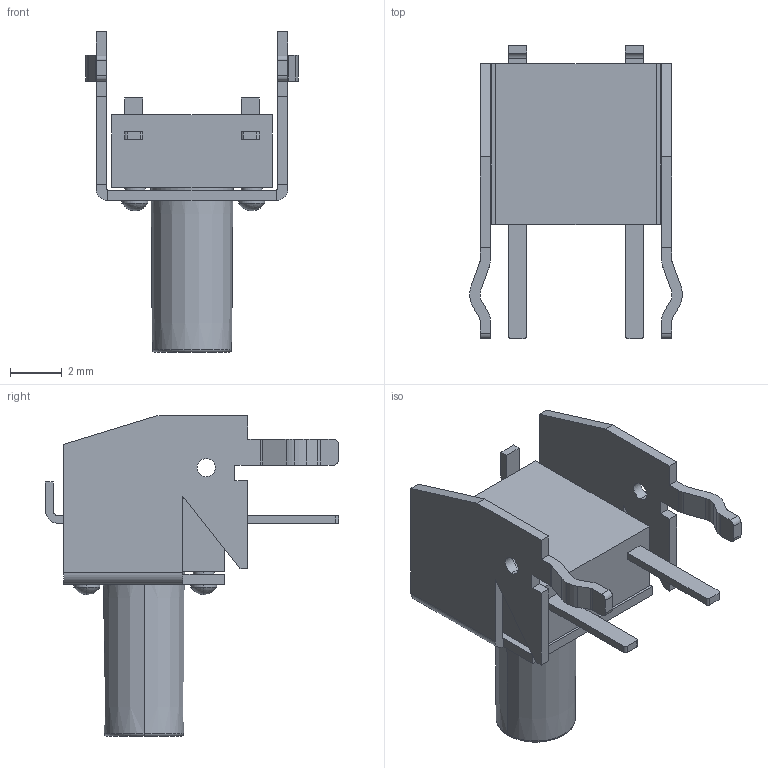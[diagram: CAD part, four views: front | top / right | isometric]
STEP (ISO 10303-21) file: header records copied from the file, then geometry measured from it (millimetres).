
FILE_DESCRIPTION (( 'STEP AP214' ), '1' );
FILE_NAME ('User Library-SWT6-R6K.STEP', '2012-06-04T08:30:26', ( 'sysAdmin' ), ( 'SolidWorks' ), 'SwSTEP 2.0', 'SolidWorks 2012', '' );
FILE_SCHEMA (( 'AUTOMOTIVE_DESIGN' ));
Length unit declared in the file: millimetre
Products named in the file (1): User Library-SWT6-R6K
Bounding box: 8.2 x 11.3 x 12.35 mm (x, y, z)
Volume: 205.6 mm3; surface area: 501.9 mm2
Topology: 1 solids, 1 shells, 141 faces, 374 edges, 246 vertices
Faces by surface type: plane 77, cylinder 52, sphere 8, torus 2, cone 2
Entity records: 4831 total; most frequent: DIRECTION 778, CARTESIAN_POINT 762, ORIENTED_EDGE 748, EDGE_CURVE 374, AXIS2_PLACEMENT_3D 262, LINE 254, VECTOR 254, VERTEX_POINT 246
